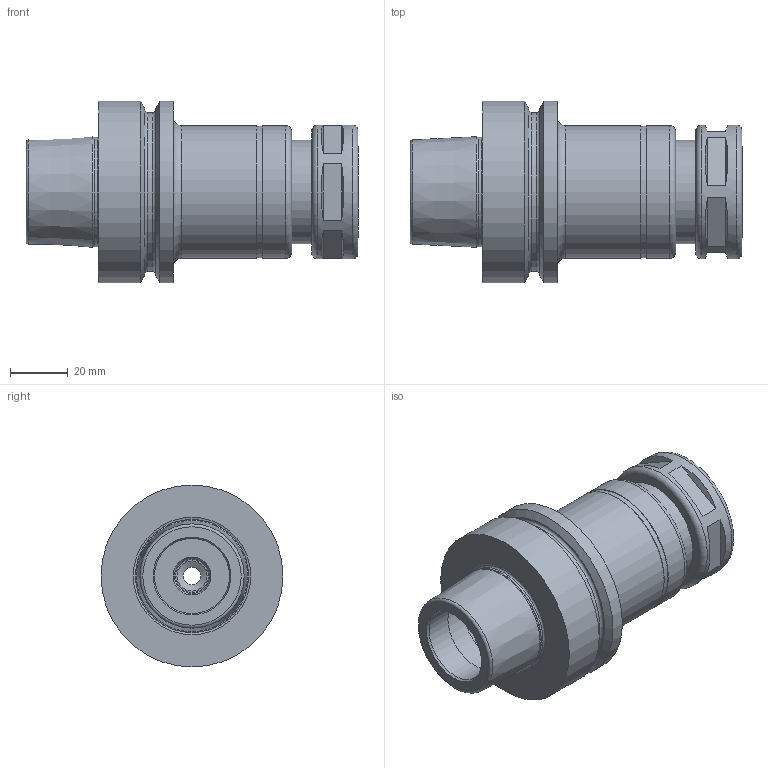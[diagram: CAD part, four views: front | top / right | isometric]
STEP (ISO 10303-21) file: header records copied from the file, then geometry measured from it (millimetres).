
FILE_DESCRIPTION((''),'2;1');
FILE_NAME('536065122090 HSK63F-HDC22A-90-3D.stp','2023-02-02T09:24:15',('nttooll'),(''),'Autodesk Inventor 2012','Autodesk Inventor 2012','');
FILE_SCHEMA(('AUTOMOTIVE_DESIGN { 1 0 10303 214 1 1 1 1 }'));
Length unit declared in the file: millimetre
Products named in the file (1): 536065122090 HSK63F-HDC22A-90-3D
Bounding box: 115 x 63 x 63 mm (x, y, z)
Volume: 146721.6 mm3; surface area: 34808.7 mm2
Topology: 1 solids, 1 shells, 82 faces, 147 edges, 90 vertices
Faces by surface type: plane 38, cylinder 20, cone 12, torus 12
Full cylindrical faces by diameter (mm): 6 x1, 12 x1, 22.5 x1, 24 x1, 26 x2, 28 x1, 30.4 x1, 32 x1, 32.5 x1, 36 x2, 37.9 x1, 45.6 x1, 46 x2, 46.3 x1, 55 x1, 63 x2
Entity records: 1782 total; most frequent: DIRECTION 342, CARTESIAN_POINT 271, ORIENTED_EDGE 200, AXIS2_PLACEMENT_3D 159, EDGE_LOOP 152, EDGE_CURVE 100, VERTEX_POINT 88, FACE_OUTER_BOUND 82
